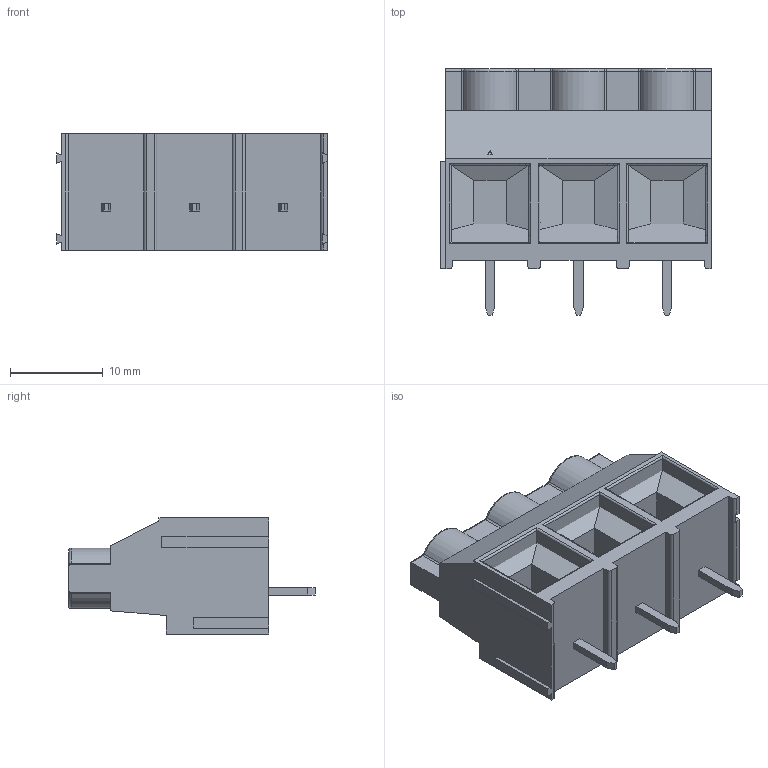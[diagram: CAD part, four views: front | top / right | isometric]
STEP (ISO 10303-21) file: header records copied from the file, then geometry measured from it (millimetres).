
FILE_DESCRIPTION (( 'STEP AP214' ), '1' );
FILE_NAME ('DG636-9.52-03P-14-00AH.STEP', '2021-01-16T22:23:14', ( '' ), ( '' ), 'SwSTEP 2.0', 'SolidWorks 2020', '' );
FILE_SCHEMA (( 'AUTOMOTIVE_DESIGN' ));
Length unit declared in the file: millimetre
Products named in the file (1): DG636-9.52-03P-14-00AH
Bounding box: 29.11 x 26.5 x 12.5 mm (x, y, z)
Volume: 4706.6 mm3; surface area: 3401.9 mm2
Topology: 1 solids, 1 shells, 530 faces, 1428 edges, 940 vertices
Faces by surface type: plane 255, bspline 193, cylinder 52, torus 30
Entity records: 30088 total; most frequent: CARTESIAN_POINT 14044, ORIENTED_EDGE 2856, DIRECTION 1834, EDGE_CURVE 1428, VERTEX_POINT 940, LINE 846, VECTOR 846, EDGE_LOOP 570
